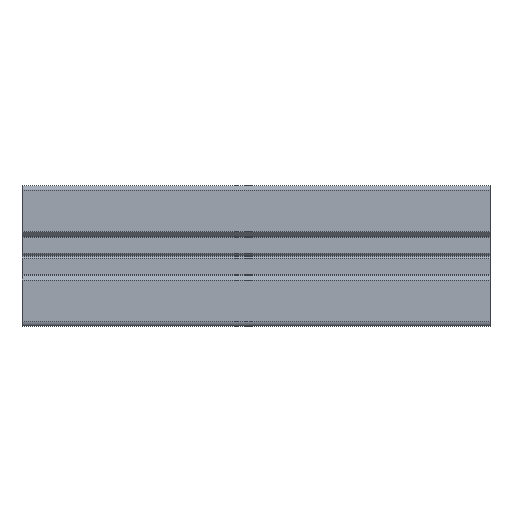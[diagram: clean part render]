
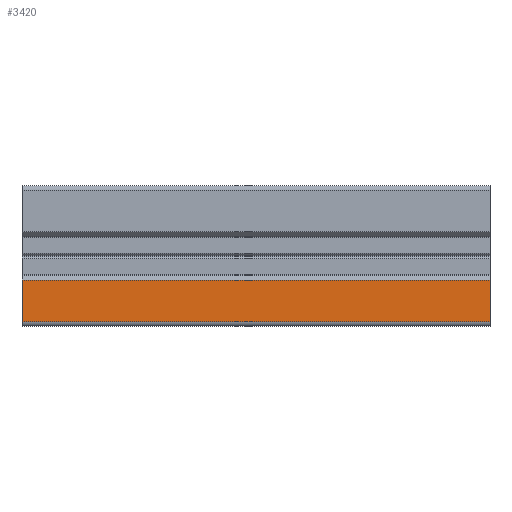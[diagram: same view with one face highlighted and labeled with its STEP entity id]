
A CAD part, front view. The second image highlights one B-rep face of the part: STEP entity #3420.
In plain terms, the highlighted planar face has unit normal (0, -1, 0).
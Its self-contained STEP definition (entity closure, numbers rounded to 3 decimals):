
#166 = CARTESIAN_POINT ( 'NONE',  ( -40.816, 39.898, -5.15 ) ) ;
#241 = FACE_OUTER_BOUND ( 'NONE', #2182, .T. ) ;
#536 = CARTESIAN_POINT ( 'NONE',  ( 59.184, 39.898, -14. ) ) ;
#663 = EDGE_CURVE ( 'NONE', #2485, #3749, #5102, .T. ) ;
#967 = VERTEX_POINT ( 'NONE', #3664 ) ;
#988 = ORIENTED_EDGE ( 'NONE', *, *, #1204, .F. ) ;
#1204 = EDGE_CURVE ( 'NONE', #2485, #1486, #3711, .T. ) ;
#1225 = LINE ( 'NONE', #1906, #2410 ) ;
#1486 = VERTEX_POINT ( 'NONE', #536 ) ;
#1906 = CARTESIAN_POINT ( 'NONE',  ( -40.816, 39.898, -5.15 ) ) ;
#2100 = AXIS2_PLACEMENT_3D ( 'NONE', #4972, #4937, #3245 ) ;
#2182 = EDGE_LOOP ( 'NONE', ( #3224, #5421, #988, #2370 ) ) ;
#2246 = CARTESIAN_POINT ( 'NONE',  ( 59.184, 39.898, -5.15 ) ) ;
#2370 = ORIENTED_EDGE ( 'NONE', *, *, #663, .T. ) ;
#2410 = VECTOR ( 'NONE', #5314, 1000. ) ;
#2485 = VERTEX_POINT ( 'NONE', #3876 ) ;
#2535 = VECTOR ( 'NONE', #5203, 1000. ) ;
#2730 = VECTOR ( 'NONE', #4921, 1000. ) ;
#2871 = VECTOR ( 'NONE', #4209, 1000. ) ;
#3224 = ORIENTED_EDGE ( 'NONE', *, *, #3349, .T. ) ;
#3245 = DIRECTION ( 'NONE',  ( 0., 0., 1. ) ) ;
#3349 = EDGE_CURVE ( 'NONE', #3749, #967, #1225, .T. ) ;
#3371 = CARTESIAN_POINT ( 'NONE',  ( 59.184, 39.898, -5.15 ) ) ;
#3420 = ADVANCED_FACE ( 'NONE', ( #241 ), #4502, .F. ) ;
#3429 = EDGE_CURVE ( 'NONE', #1486, #967, #3964, .T. ) ;
#3664 = CARTESIAN_POINT ( 'NONE',  ( -40.816, 39.898, -14. ) ) ;
#3711 = LINE ( 'NONE', #2246, #2535 ) ;
#3749 = VERTEX_POINT ( 'NONE', #166 ) ;
#3876 = CARTESIAN_POINT ( 'NONE',  ( 59.184, 39.898, -5.15 ) ) ;
#3964 = LINE ( 'NONE', #4126, #2730 ) ;
#4126 = CARTESIAN_POINT ( 'NONE',  ( 59.184, 39.898, -14. ) ) ;
#4209 = DIRECTION ( 'NONE',  ( -1., 0., 0. ) ) ;
#4502 = PLANE ( 'NONE',  #2100 ) ;
#4921 = DIRECTION ( 'NONE',  ( -1., 0., 0. ) ) ;
#4937 = DIRECTION ( 'NONE',  ( 0., 1., 0. ) ) ;
#4972 = CARTESIAN_POINT ( 'NONE',  ( 59.184, 39.898, -5.15 ) ) ;
#5102 = LINE ( 'NONE', #3371, #2871 ) ;
#5203 = DIRECTION ( 'NONE',  ( 0., 0., -1. ) ) ;
#5314 = DIRECTION ( 'NONE',  ( 0., 0., -1. ) ) ;
#5421 = ORIENTED_EDGE ( 'NONE', *, *, #3429, .F. ) ;
